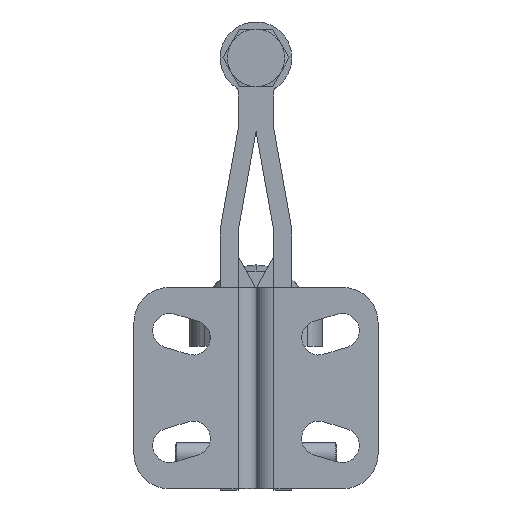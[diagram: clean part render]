
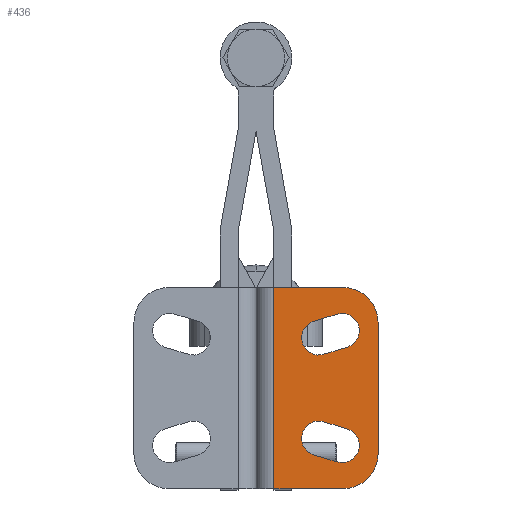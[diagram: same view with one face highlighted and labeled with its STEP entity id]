
A CAD part, front view. The second image highlights one B-rep face of the part: STEP entity #436.
In plain terms, the highlighted planar face has unit normal (0, -1, 0).
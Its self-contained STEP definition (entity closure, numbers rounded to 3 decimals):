
#436 = ADVANCED_FACE( '', ( #732, #733, #734 ), #735, .T. );
#732 = FACE_BOUND( '', #1311, .T. );
#733 = FACE_BOUND( '', #1312, .T. );
#734 = FACE_OUTER_BOUND( '', #1313, .T. );
#735 = PLANE( '', #1314 );
#1311 = EDGE_LOOP( '', ( #2015, #2016, #2017, #2018 ) );
#1312 = EDGE_LOOP( '', ( #2019, #2020, #2021, #2022 ) );
#1313 = EDGE_LOOP( '', ( #2023, #2024, #2025, #2026, #2027, #2028 ) );
#1314 = AXIS2_PLACEMENT_3D( '', #2029, #2030, #2031 );
#2015 = ORIENTED_EDGE( '', *, *, #4051, .T. );
#2016 = ORIENTED_EDGE( '', *, *, #4054, .T. );
#2017 = ORIENTED_EDGE( '', *, *, #4044, .T. );
#2018 = ORIENTED_EDGE( '', *, *, #4048, .T. );
#2019 = ORIENTED_EDGE( '', *, *, #4063, .T. );
#2020 = ORIENTED_EDGE( '', *, *, #4066, .T. );
#2021 = ORIENTED_EDGE( '', *, *, #4056, .T. );
#2022 = ORIENTED_EDGE( '', *, *, #4060, .T. );
#2023 = ORIENTED_EDGE( '', *, *, #4098, .T. );
#2024 = ORIENTED_EDGE( '', *, *, #4108, .T. );
#2025 = ORIENTED_EDGE( '', *, *, #4109, .F. );
#2026 = ORIENTED_EDGE( '', *, *, #4110, .T. );
#2027 = ORIENTED_EDGE( '', *, *, #4102, .T. );
#2028 = ORIENTED_EDGE( '', *, *, #4111, .T. );
#2029 = CARTESIAN_POINT( '', ( 17., -12.7, -23.8 ) );
#2030 = DIRECTION( '', ( 0., -1., 0. ) );
#2031 = DIRECTION( '', ( 1., 0., 0. ) );
#4044 = EDGE_CURVE( '', #4751, #4752, #4753, .T. );
#4048 = EDGE_CURVE( '', #4752, #4759, #4760, .T. );
#4051 = EDGE_CURVE( '', #4759, #4764, #4765, .T. );
#4054 = EDGE_CURVE( '', #4764, #4751, #4769, .T. );
#4056 = EDGE_CURVE( '', #4771, #4772, #4773, .T. );
#4060 = EDGE_CURVE( '', #4772, #4779, #4780, .T. );
#4063 = EDGE_CURVE( '', #4779, #4784, #4785, .T. );
#4066 = EDGE_CURVE( '', #4784, #4771, #4789, .T. );
#4098 = EDGE_CURVE( '', #4844, #4842, #4845, .T. );
#4102 = EDGE_CURVE( '', #4852, #4850, #4853, .T. );
#4108 = EDGE_CURVE( '', #4842, #4863, #4864, .T. );
#4109 = EDGE_CURVE( '', #4865, #4863, #4866, .T. );
#4110 = EDGE_CURVE( '', #4865, #4852, #4867, .T. );
#4111 = EDGE_CURVE( '', #4850, #4844, #4868, .T. );
#4751 = VERTEX_POINT( '', #5888 );
#4752 = VERTEX_POINT( '', #5889 );
#4753 = LINE( '', #5890, #5891 );
#4759 = VERTEX_POINT( '', #5900 );
#4760 = CIRCLE( '', #5901, 2.4 );
#4764 = VERTEX_POINT( '', #5906 );
#4765 = LINE( '', #5907, #5908 );
#4769 = CIRCLE( '', #5914, 2.4 );
#4771 = VERTEX_POINT( '', #5916 );
#4772 = VERTEX_POINT( '', #5917 );
#4773 = LINE( '', #5918, #5919 );
#4779 = VERTEX_POINT( '', #5928 );
#4780 = CIRCLE( '', #5929, 2.4 );
#4784 = VERTEX_POINT( '', #5934 );
#4785 = LINE( '', #5935, #5936 );
#4789 = CIRCLE( '', #5942, 2.4 );
#4842 = VERTEX_POINT( '', #6013 );
#4844 = VERTEX_POINT( '', #6016 );
#4845 = CIRCLE( '', #6017, 4.8 );
#4850 = VERTEX_POINT( '', #6023 );
#4852 = VERTEX_POINT( '', #6026 );
#4853 = CIRCLE( '', #6027, 4.8 );
#4863 = VERTEX_POINT( '', #6040 );
#4864 = LINE( '', #6041, #6042 );
#4865 = VERTEX_POINT( '', #6043 );
#4866 = LINE( '', #6044, #6045 );
#4867 = LINE( '', #6046, #6047 );
#4868 = LINE( '', #6048, #6049 );
#5888 = CARTESIAN_POINT( '', ( 12.706, -12.7, -4.094 ) );
#5889 = CARTESIAN_POINT( '', ( 9.456, -12.7, -5.094 ) );
#5890 = CARTESIAN_POINT( '', ( 11.898, -12.7, -4.343 ) );
#5891 = VECTOR( '', #8044, 1. );
#5900 = CARTESIAN_POINT( '', ( 8.044, -12.7, -0.506 ) );
#5901 = AXIS2_PLACEMENT_3D( '', #8048, #8049, #8050 );
#5906 = CARTESIAN_POINT( '', ( 11.294, -12.7, 0.494 ) );
#5907 = CARTESIAN_POINT( '', ( 8.861, -12.7, -0.255 ) );
#5908 = VECTOR( '', #8055, 1. );
#5914 = AXIS2_PLACEMENT_3D( '', #8058, #8059, #8060 );
#5916 = CARTESIAN_POINT( '', ( 11.294, -12.7, -20.094 ) );
#5917 = CARTESIAN_POINT( '', ( 8.044, -12.7, -19.094 ) );
#5918 = CARTESIAN_POINT( '', ( 14.421, -12.7, -21.056 ) );
#5919 = VECTOR( '', #8064, 1. );
#5928 = CARTESIAN_POINT( '', ( 9.456, -12.7, -14.506 ) );
#5929 = AXIS2_PLACEMENT_3D( '', #8068, #8069, #8070 );
#5934 = CARTESIAN_POINT( '', ( 12.706, -12.7, -15.506 ) );
#5935 = CARTESIAN_POINT( '', ( 14.208, -12.7, -15.968 ) );
#5936 = VECTOR( '', #8075, 1. );
#5942 = AXIS2_PLACEMENT_3D( '', #8078, #8079, #8080 );
#6013 = CARTESIAN_POINT( '', ( 12.2, -12.7, 4.2 ) );
#6016 = CARTESIAN_POINT( '', ( 17., -12.7, -0.6 ) );
#6017 = AXIS2_PLACEMENT_3D( '', #8136, #8137, #8138 );
#6023 = CARTESIAN_POINT( '', ( 17., -12.7, -19. ) );
#6026 = CARTESIAN_POINT( '', ( 12.2, -12.7, -23.8 ) );
#6027 = AXIS2_PLACEMENT_3D( '', #8144, #8145, #8146 );
#6040 = CARTESIAN_POINT( '', ( 2.5, -12.7, 4.2 ) );
#6041 = CARTESIAN_POINT( '', ( -17., -12.7, 4.2 ) );
#6042 = VECTOR( '', #8156, 1. );
#6043 = CARTESIAN_POINT( '', ( 2.5, -12.7, -23.8 ) );
#6044 = CARTESIAN_POINT( '', ( 2.5, -12.7, -9.8 ) );
#6045 = VECTOR( '', #8157, 1. );
#6046 = CARTESIAN_POINT( '', ( -17., -12.7, -23.8 ) );
#6047 = VECTOR( '', #8158, 1. );
#6048 = CARTESIAN_POINT( '', ( 17., -12.7, -23.8 ) );
#6049 = VECTOR( '', #8159, 1. );
#8044 = DIRECTION( '', ( -0.956, 0., -0.294 ) );
#8048 = CARTESIAN_POINT( '', ( 8.75, -12.7, -2.8 ) );
#8049 = DIRECTION( '', ( 0., 1., 0. ) );
#8050 = DIRECTION( '', ( 0.294, 0., -0.956 ) );
#8055 = DIRECTION( '', ( 0.956, 0., 0.294 ) );
#8058 = CARTESIAN_POINT( '', ( 12., -12.7, -1.8 ) );
#8059 = DIRECTION( '', ( 0., 1., 0. ) );
#8060 = DIRECTION( '', ( -0.294, 0., 0.956 ) );
#8064 = DIRECTION( '', ( -0.956, 0., 0.294 ) );
#8068 = CARTESIAN_POINT( '', ( 8.75, -12.7, -16.8 ) );
#8069 = DIRECTION( '', ( 0., 1., 0. ) );
#8070 = DIRECTION( '', ( -0.294, 0., -0.956 ) );
#8075 = DIRECTION( '', ( 0.956, 0., -0.294 ) );
#8078 = CARTESIAN_POINT( '', ( 12., -12.7, -17.8 ) );
#8079 = DIRECTION( '', ( 0., 1., 0. ) );
#8080 = DIRECTION( '', ( 0.294, 0., 0.956 ) );
#8136 = CARTESIAN_POINT( '', ( 12.2, -12.7, -0.6 ) );
#8137 = DIRECTION( '', ( 0., -1., 0. ) );
#8138 = DIRECTION( '', ( 0., 0., 1. ) );
#8144 = CARTESIAN_POINT( '', ( 12.2, -12.7, -19. ) );
#8145 = DIRECTION( '', ( 0., -1., 0. ) );
#8146 = DIRECTION( '', ( 1., 0., 0. ) );
#8156 = DIRECTION( '', ( -1., 0., 0. ) );
#8157 = DIRECTION( '', ( 0., 0., 1. ) );
#8158 = DIRECTION( '', ( 1., 0., 0. ) );
#8159 = DIRECTION( '', ( 0., 0., 1. ) );
